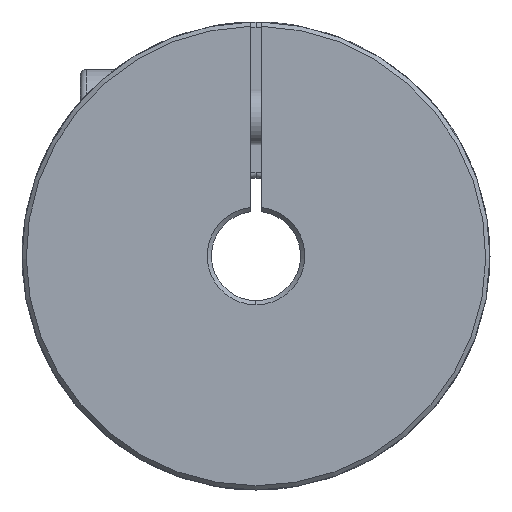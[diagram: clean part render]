
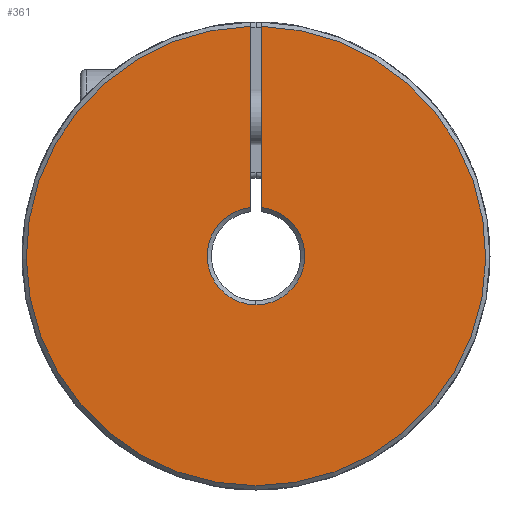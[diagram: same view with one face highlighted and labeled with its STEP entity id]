
A CAD part, left-side view. The second image highlights one B-rep face of the part: STEP entity #361.
In plain terms, the highlighted planar face has unit normal (-1, 0, 0).
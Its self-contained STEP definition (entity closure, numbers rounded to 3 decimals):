
#361 = ADVANCED_FACE ( 'NONE', ( #6741 ), #5527, .T. ) ;
#1303 = EDGE_CURVE ( 'NONE', #4445, #4444, #6806, .T. ) ;
#1371 = EDGE_CURVE ( 'NONE', #4404, #4403, #6875, .T. ) ;
#1374 = EDGE_CURVE ( 'NONE', #4404, #4445, #6885, .T. ) ;
#1375 = EDGE_CURVE ( 'NONE', #4405, #4403, #6887, .T. ) ;
#1376 = EDGE_CURVE ( 'NONE', #4444, #4405, #6871, .T. ) ;
#1684 = ORIENTED_EDGE ( 'NONE', *, *, #1376, .F. ) ;
#1685 = ORIENTED_EDGE ( 'NONE', *, *, #1303, .F. ) ;
#1686 = ORIENTED_EDGE ( 'NONE', *, *, #1374, .F. ) ;
#1687 = ORIENTED_EDGE ( 'NONE', *, *, #1371, .T. ) ;
#1688 = ORIENTED_EDGE ( 'NONE', *, *, #1375, .F. ) ;
#2544 = EDGE_LOOP ( 'NONE', ( #1684, #1685, #1686, #1687, #1688 ) ) ;
#4403 = VERTEX_POINT ( 'NONE', #9766 ) ;
#4404 = VERTEX_POINT ( 'NONE', #9767 ) ;
#4405 = VERTEX_POINT ( 'NONE', #9768 ) ;
#4444 = VERTEX_POINT ( 'NONE', #9807 ) ;
#4445 = VERTEX_POINT ( 'NONE', #9808 ) ;
#4852 = AXIS2_PLACEMENT_3D ( 'NONE', #5526, #5532, #5533 ) ;
#5526 = CARTESIAN_POINT ( 'NONE',  ( -33., 0., 0. ) ) ;
#5527 = PLANE ( 'NONE',  #4852 ) ;
#5532 = DIRECTION ( 'NONE',  ( -1., 0., 0. ) ) ;
#5533 = DIRECTION ( 'NONE',  ( 0., 0., -1. ) ) ;
#5860 = CARTESIAN_POINT ( 'NONE',  ( -33., 0., 0. ) ) ;
#5861 = DIRECTION ( 'NONE',  ( -1., 0., 0. ) ) ;
#5862 = DIRECTION ( 'NONE',  ( 0., 0., -1. ) ) ;
#6166 = CARTESIAN_POINT ( 'NONE',  ( -33., 0.5, 0. ) ) ;
#6167 = DIRECTION ( 'NONE',  ( 0., 0., 1. ) ) ;
#6172 = CARTESIAN_POINT ( 'NONE',  ( -33., 0., 0. ) ) ;
#6173 = DIRECTION ( 'NONE',  ( -1., 0., 0. ) ) ;
#6174 = DIRECTION ( 'NONE',  ( 0., 0., -1. ) ) ;
#6175 = CARTESIAN_POINT ( 'NONE',  ( -33., 0., 0. ) ) ;
#6177 = DIRECTION ( 'NONE',  ( 1., 0., 0. ) ) ;
#6178 = DIRECTION ( 'NONE',  ( 0., 0., -1. ) ) ;
#6179 = CARTESIAN_POINT ( 'NONE',  ( -33., -0.5, 0. ) ) ;
#6180 = DIRECTION ( 'NONE',  ( 0., 0., 1. ) ) ;
#6741 = FACE_OUTER_BOUND ( 'NONE', #2544, .T. ) ;
#6806 = CIRCLE ( 'NONE', #6960, 4.381 ) ;
#6871 = LINE ( 'NONE', #6179, #6877 ) ;
#6873 = VECTOR ( 'NONE', #6167, 1000. ) ;
#6875 = LINE ( 'NONE', #6166, #6873 ) ;
#6877 = VECTOR ( 'NONE', #6180, 1000. ) ;
#6885 = CIRCLE ( 'NONE', #7002, 4.381 ) ;
#6887 = CIRCLE ( 'NONE', #7000, 20.619 ) ;
#6960 = AXIS2_PLACEMENT_3D ( 'NONE', #5860, #5861, #5862 ) ;
#7000 = AXIS2_PLACEMENT_3D ( 'NONE', #6175, #6177, #6178 ) ;
#7002 = AXIS2_PLACEMENT_3D ( 'NONE', #6172, #6173, #6174 ) ;
#9766 = CARTESIAN_POINT ( 'NONE',  ( -33., 0.5, 20.613 ) ) ;
#9767 = CARTESIAN_POINT ( 'NONE',  ( -33., 0.5, 4.352 ) ) ;
#9768 = CARTESIAN_POINT ( 'NONE',  ( -33., -0.5, 20.613 ) ) ;
#9807 = CARTESIAN_POINT ( 'NONE',  ( -33., -0.5, 4.352 ) ) ;
#9808 = CARTESIAN_POINT ( 'NONE',  ( -33., 0., -4.381 ) ) ;
